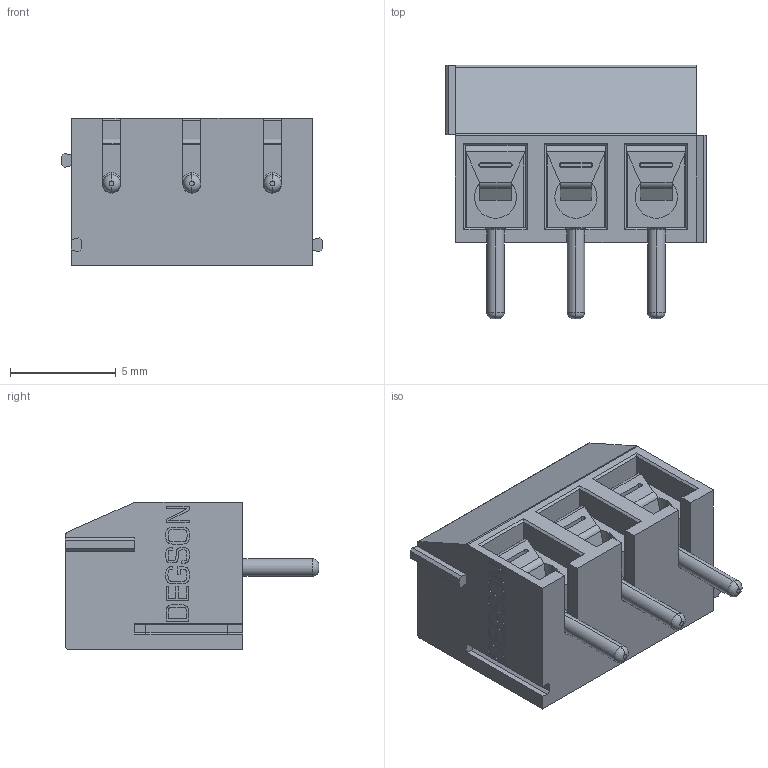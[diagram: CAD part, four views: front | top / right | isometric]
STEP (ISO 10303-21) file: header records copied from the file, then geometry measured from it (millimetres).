
FILE_DESCRIPTION (( 'STEP AP214' ), '1' );
FILE_NAME ('DG340-3.81-03P-12-00AH.STEP', '2017-04-29T16:32:32', ( 'SIG' ), ( '' ), 'SwSTEP 2.0', 'SolidWorks 2014', '' );
FILE_SCHEMA (( 'AUTOMOTIVE_DESIGN' ));
Length unit declared in the file: millimetre
Products named in the file (15): DG340-381_screw; DG340-381-spring; DG340-381-klamper; DG340-381; DG340-3.81-03P-12-00AH
Assembly tree (10 placements, depth 2):
  DG340-381_screw
  DG340-381-spring
  DG340-381_screw
  DG340-381-klamper
  DG340-381
Bounding box: 12.39 x 12.01 x 7 mm (x, y, z)
Volume: 489.1 mm3; surface area: 1422.9 mm2
Topology: 11 solids, 11 shells, 788 faces, 2069 edges, 1353 vertices
Faces by surface type: plane 480, bspline 164, cylinder 97, torus 31, cone 16
Entity records: 35615 total; most frequent: CARTESIAN_POINT 14540, ORIENTED_EDGE 3522, DIRECTION 2595, EDGE_CURVE 1761, LINE 1271, VECTOR 1271, VERTEX_POINT 1155, EDGE_LOOP 724
